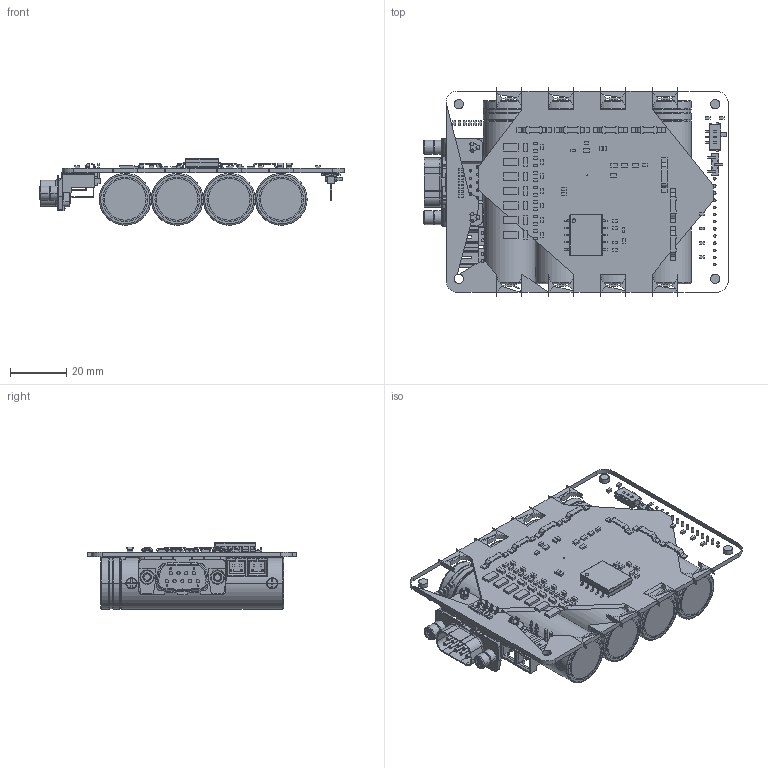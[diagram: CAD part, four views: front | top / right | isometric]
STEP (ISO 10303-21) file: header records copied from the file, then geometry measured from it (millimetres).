
FILE_DESCRIPTION(('Open CASCADE Model'),'2;1');
FILE_NAME('Open CASCADE Shape Model','2020-04-13T19:34:23',('Author'),( 'Open CASCADE'),'Open CASCADE STEP processor 6.8','Open CASCADE 6.8' ,'Unknown');
FILE_SCHEMA(('AUTOMOTIVE_DESIGN { 1 0 10303 214 1 1 1 1 }'));
Length unit declared in the file: millimetre
Products named in the file (121): PCB; Board; Open CASCADE STEP translator 6.8 1.1.1; XFMR; HM2100NL_3D; P12; c-3-338168-2-g-3d; Q7; 6528225488; Extruded; Q4; Q3; P8; keystone-PN5104; P9; P10; P11; P7; P6; P5; R23; 6133886032; R51; R50; R49; R48; R46; R45; R40; D9; 6134189088; D7; D6; D4; D3; D2; D8; S5; SS312SAH4; _SS312SAH4body ...
Assembly tree (197 placements, depth 4):
  PCB
    Board
      Open CASCADE STEP translator 6.8 1.1.1
    XFMR
      HM2100NL_3D
    P12
      c-3-338168-2-g-3d
    Q7
      6528225488
        Extruded
    Q4
      6528225488
        Extruded
    Q3
      6528225488
        Extruded
    P8
      keystone-PN5104
    P9
      keystone-PN5104
    P10
      keystone-PN5104
    P11
      keystone-PN5104
    P7
      keystone-PN5104
    P6
      keystone-PN5104
    P5
      keystone-PN5104
    R23
      6133886032
        Extruded
    R51
      6133886032
        Extruded
    R50
      6133886032
        Extruded
    R49
      6133886032
        Extruded
    R48
      6133886032
        Extruded
    R46
      6133886032
        Extruded
    R45
      6133886032
        Extruded
    R40
      6133886032
        Extruded
    D9
      6134189088
        Extruded
    D7
      6134189088
        Extruded
Bounding box: 108.23 x 74.29 x 23.59 mm (x, y, z)
Volume: 84986.9 mm3; surface area: 71679.3 mm2
Topology: 100 solids, 103 shells, 2875 faces, 7195 edges, 4569 vertices
Faces by surface type: plane 1904, cylinder 709, torus 212, cone 38, bspline 12
Full cylindrical faces by diameter (mm): 0.889 x9, 0.9 x13, 1.09 x4, 2.54 x2, 3.251 x4
Entity records: 62029 total; most frequent: CARTESIAN_POINT 12009, ORIENTED_EDGE 9580, DIRECTION 9388, EDGE_CURVE 4742, LINE 3548, VECTOR 3548, VERTEX_POINT 3035, AXIS2_PLACEMENT_3D 2920
